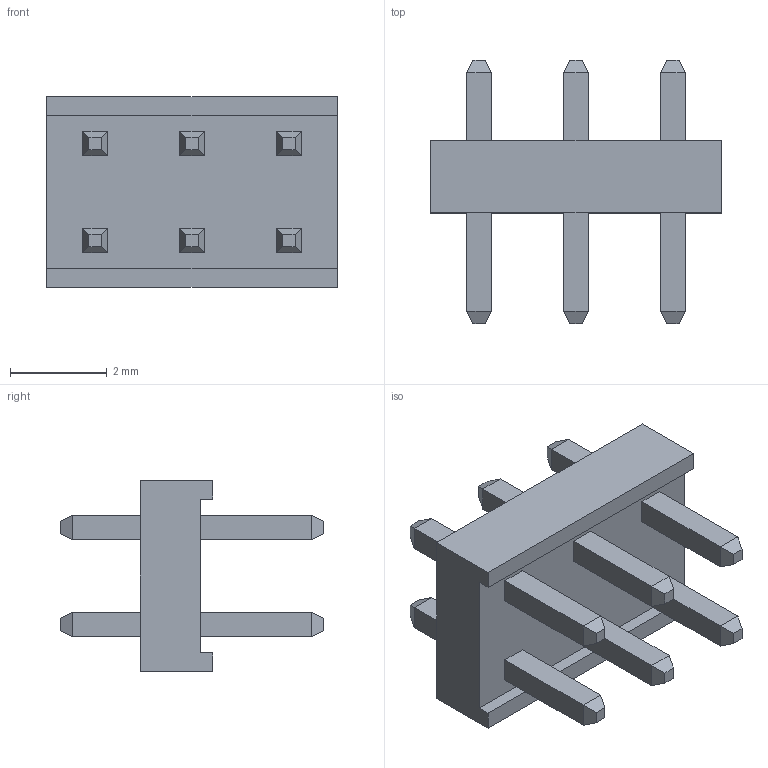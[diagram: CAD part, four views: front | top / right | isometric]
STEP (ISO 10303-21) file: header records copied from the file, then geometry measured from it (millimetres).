
FILE_DESCRIPTION(/* description */ ('TMM Series-2,00 mm Low Profile Terminal Strip'),/* implementation_level */ '2;1');
FILE_NAME(/* name */ 'TMM-103-05-F-D.stp',/* time_stamp */ '2019-03-13T10:22:34+01:00',/* author */ ('Thartarus'),/* organization */ ('SAMTEC'),/* preprocessor_version */ 'ST-DEVELOPER v17',/* originating_system */ 'Autodesk Inventor 2019',/* authorisation */ '');
FILE_SCHEMA (('AUTOMOTIVE_DESIGN { 1 0 10303 214 3 1 1 }'));
Length unit declared in the file: inch
Products named in the file (4): TMM-103-05-F-D; TMM-103-05-F-D_body; TMM-103-05-F-D_pins1; TMM-103-05-F-D_pins2
Assembly tree (3 placements, depth 2):
  TMM-103-05-F-D
    TMM-103-05-F-D_body
    TMM-103-05-F-D_pins1
    TMM-103-05-F-D_pins2
Bounding box: 6 x 5.44 x 3.94 mm (x, y, z)
Volume: 42.6 mm3; surface area: 211.8 mm2
Topology: 3 solids, 3 shells, 150 faces, 360 edges, 224 vertices
Faces by surface type: plane 150
Entity records: 4381 total; most frequent: CARTESIAN_POINT 741, ORIENTED_EDGE 720, DIRECTION 674, LINE 360, VECTOR 360, EDGE_CURVE 360, VERTEX_POINT 224, EDGE_LOOP 170
